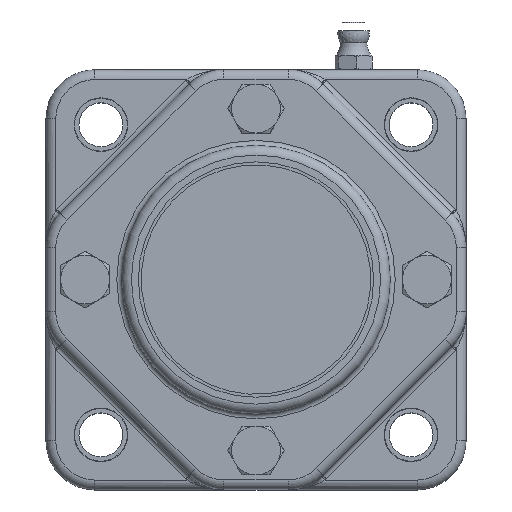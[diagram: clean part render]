
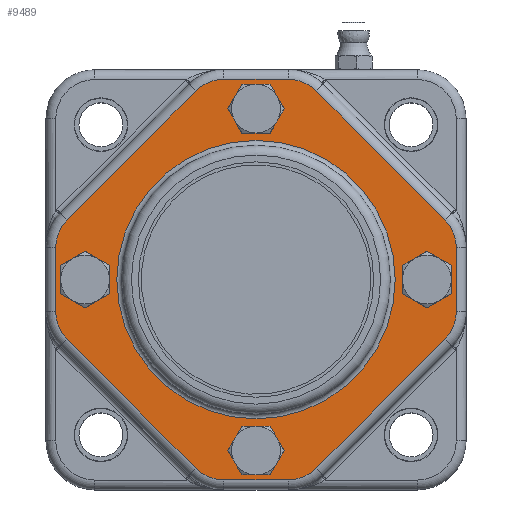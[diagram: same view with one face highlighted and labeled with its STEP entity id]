
A CAD part, top view. The second image highlights one B-rep face of the part: STEP entity #9489.
In plain terms, the highlighted planar face has unit normal (0, 0, 1).
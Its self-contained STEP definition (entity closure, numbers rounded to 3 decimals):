
#860=FACE_OUTER_BOUND('',#2720,.T.);
#1357=LINE('',#16407,#1839);
#1358=LINE('',#16415,#1840);
#1359=LINE('',#16423,#1841);
#1360=LINE('',#16431,#1842);
#1361=LINE('',#16439,#1843);
#1362=LINE('',#16447,#1844);
#1363=LINE('',#16455,#1845);
#1364=LINE('',#16463,#1846);
#1839=VECTOR('',#12485,10.);
#1840=VECTOR('',#12496,10.);
#1841=VECTOR('',#12507,10.);
#1842=VECTOR('',#12518,10.);
#1843=VECTOR('',#12529,10.);
#1844=VECTOR('',#12540,10.);
#1845=VECTOR('',#12551,10.);
#1846=VECTOR('',#12562,10.);
#2183=PLANE('',#10441);
#2314=FACE_BOUND('',#2721,.T.);
#2315=FACE_BOUND('',#2722,.T.);
#2316=FACE_BOUND('',#2723,.T.);
#2317=FACE_BOUND('',#2724,.T.);
#2318=FACE_BOUND('',#2725,.T.);
#2720=EDGE_LOOP('',(#7403,#7404,#7405,#7406,#7407,#7408,#7409,#7410,#7411,
#7412,#7413,#7414,#7415,#7416,#7417,#7418));
#2721=EDGE_LOOP('',(#7419));
#2722=EDGE_LOOP('',(#7420));
#2723=EDGE_LOOP('',(#7421));
#2724=EDGE_LOOP('',(#7422));
#2725=EDGE_LOOP('',(#7423));
#3135=CIRCLE('',#10012,4.35);
#3143=CIRCLE('',#10035,4.35);
#3300=CIRCLE('',#10322,28.5);
#3331=CIRCLE('',#10378,8.);
#3334=CIRCLE('',#10383,8.);
#3337=CIRCLE('',#10388,8.);
#3340=CIRCLE('',#10393,8.);
#3343=CIRCLE('',#10398,8.);
#3346=CIRCLE('',#10403,8.);
#3349=CIRCLE('',#10408,8.);
#3351=CIRCLE('',#10412,8.);
#3367=CIRCLE('',#10442,4.35);
#3368=CIRCLE('',#10443,4.35);
#3921=VERTEX_POINT('',#15001);
#3941=VERTEX_POINT('',#15093);
#4145=VERTEX_POINT('',#16282);
#4182=VERTEX_POINT('',#16403);
#4183=VERTEX_POINT('',#16405);
#4184=VERTEX_POINT('',#16409);
#4185=VERTEX_POINT('',#16413);
#4186=VERTEX_POINT('',#16417);
#4187=VERTEX_POINT('',#16421);
#4188=VERTEX_POINT('',#16425);
#4189=VERTEX_POINT('',#16429);
#4190=VERTEX_POINT('',#16433);
#4191=VERTEX_POINT('',#16437);
#4192=VERTEX_POINT('',#16441);
#4193=VERTEX_POINT('',#16445);
#4194=VERTEX_POINT('',#16449);
#4195=VERTEX_POINT('',#16453);
#4196=VERTEX_POINT('',#16457);
#4197=VERTEX_POINT('',#16461);
#4210=VERTEX_POINT('',#16520);
#4211=VERTEX_POINT('',#16522);
#4853=EDGE_CURVE('',#3921,#3921,#3135,.T.);
#4886=EDGE_CURVE('',#3941,#3941,#3143,.T.);
#5215=EDGE_CURVE('',#4145,#4145,#3300,.T.);
#5277=EDGE_CURVE('',#4183,#4182,#1357,.T.);
#5279=EDGE_CURVE('',#4184,#4183,#3331,.T.);
#5281=EDGE_CURVE('',#4185,#4184,#1358,.T.);
#5283=EDGE_CURVE('',#4186,#4185,#3334,.T.);
#5285=EDGE_CURVE('',#4187,#4186,#1359,.T.);
#5287=EDGE_CURVE('',#4188,#4187,#3337,.T.);
#5289=EDGE_CURVE('',#4189,#4188,#1360,.T.);
#5291=EDGE_CURVE('',#4190,#4189,#3340,.T.);
#5293=EDGE_CURVE('',#4191,#4190,#1361,.T.);
#5295=EDGE_CURVE('',#4192,#4191,#3343,.T.);
#5297=EDGE_CURVE('',#4193,#4192,#1362,.T.);
#5299=EDGE_CURVE('',#4194,#4193,#3346,.T.);
#5301=EDGE_CURVE('',#4195,#4194,#1363,.T.);
#5303=EDGE_CURVE('',#4196,#4195,#3349,.T.);
#5305=EDGE_CURVE('',#4197,#4196,#1364,.T.);
#5306=EDGE_CURVE('',#4182,#4197,#3351,.T.);
#5335=EDGE_CURVE('',#4210,#4210,#3367,.T.);
#5336=EDGE_CURVE('',#4211,#4211,#3368,.T.);
#7403=ORIENTED_EDGE('',*,*,#5306,.F.);
#7404=ORIENTED_EDGE('',*,*,#5277,.F.);
#7405=ORIENTED_EDGE('',*,*,#5279,.F.);
#7406=ORIENTED_EDGE('',*,*,#5281,.F.);
#7407=ORIENTED_EDGE('',*,*,#5283,.F.);
#7408=ORIENTED_EDGE('',*,*,#5285,.F.);
#7409=ORIENTED_EDGE('',*,*,#5287,.F.);
#7410=ORIENTED_EDGE('',*,*,#5289,.F.);
#7411=ORIENTED_EDGE('',*,*,#5291,.F.);
#7412=ORIENTED_EDGE('',*,*,#5293,.F.);
#7413=ORIENTED_EDGE('',*,*,#5295,.F.);
#7414=ORIENTED_EDGE('',*,*,#5297,.F.);
#7415=ORIENTED_EDGE('',*,*,#5299,.F.);
#7416=ORIENTED_EDGE('',*,*,#5301,.F.);
#7417=ORIENTED_EDGE('',*,*,#5303,.F.);
#7418=ORIENTED_EDGE('',*,*,#5305,.F.);
#7419=ORIENTED_EDGE('',*,*,#5335,.T.);
#7420=ORIENTED_EDGE('',*,*,#4853,.T.);
#7421=ORIENTED_EDGE('',*,*,#5336,.T.);
#7422=ORIENTED_EDGE('',*,*,#5215,.F.);
#7423=ORIENTED_EDGE('',*,*,#4886,.T.);
#9489=ADVANCED_FACE('',(#860,#2314,#2315,#2316,#2317,#2318),#2183,.F.);
#10012=AXIS2_PLACEMENT_3D('',#15002,#11591,#11592);
#10035=AXIS2_PLACEMENT_3D('',#15094,#11650,#11651);
#10322=AXIS2_PLACEMENT_3D('',#16283,#12345,#12346);
#10378=AXIS2_PLACEMENT_3D('',#16411,#12490,#12491);
#10383=AXIS2_PLACEMENT_3D('',#16419,#12501,#12502);
#10388=AXIS2_PLACEMENT_3D('',#16427,#12512,#12513);
#10393=AXIS2_PLACEMENT_3D('',#16435,#12523,#12524);
#10398=AXIS2_PLACEMENT_3D('',#16443,#12534,#12535);
#10403=AXIS2_PLACEMENT_3D('',#16451,#12545,#12546);
#10408=AXIS2_PLACEMENT_3D('',#16459,#12556,#12557);
#10412=AXIS2_PLACEMENT_3D('',#16465,#12565,#12566);
#10441=AXIS2_PLACEMENT_3D('',#16519,#12636,#12637);
#10442=AXIS2_PLACEMENT_3D('',#16521,#12638,#12639);
#10443=AXIS2_PLACEMENT_3D('',#16523,#12640,#12641);
#11591=DIRECTION('center_axis',(0.,0.,-1.));
#11592=DIRECTION('ref_axis',(0.,-1.,0.));
#11650=DIRECTION('center_axis',(0.,0.,
-1.));
#11651=DIRECTION('ref_axis',(0.,1.,0.));
#12345=DIRECTION('center_axis',(0.,0.,1.));
#12346=DIRECTION('ref_axis',(1.,0.,0.));
#12485=DIRECTION('',(0.707,-0.707,0.));
#12490=DIRECTION('center_axis',(0.,0.,-1.));
#12491=DIRECTION('ref_axis',(0.383,0.924,0.));
#12496=DIRECTION('',(1.,0.,0.));
#12501=DIRECTION('center_axis',(0.,0.,-1.));
#12502=DIRECTION('ref_axis',(-0.383,0.924,0.));
#12507=DIRECTION('',(0.707,0.707,0.));
#12512=DIRECTION('center_axis',(0.,0.,-1.));
#12513=DIRECTION('ref_axis',(-0.924,0.383,0.));
#12518=DIRECTION('',(0.,1.,0.));
#12523=DIRECTION('center_axis',(0.,0.,-1.));
#12524=DIRECTION('ref_axis',(-0.924,-0.383,0.));
#12529=DIRECTION('',(-0.707,0.707,0.));
#12534=DIRECTION('center_axis',(0.,0.,-1.));
#12535=DIRECTION('ref_axis',(-0.383,-0.924,0.));
#12540=DIRECTION('',(-1.,0.,0.));
#12545=DIRECTION('center_axis',(0.,0.,-1.));
#12546=DIRECTION('ref_axis',(0.383,-0.924,0.));
#12551=DIRECTION('',(-0.707,-0.707,0.));
#12556=DIRECTION('center_axis',(0.,0.,-1.));
#12557=DIRECTION('ref_axis',(0.924,-0.383,0.));
#12562=DIRECTION('',(0.,-1.,0.));
#12565=DIRECTION('center_axis',(0.,0.,-1.));
#12566=DIRECTION('ref_axis',(0.924,0.383,0.));
#12636=DIRECTION('center_axis',(0.,0.,-1.));
#12637=DIRECTION('ref_axis',(1.,0.,0.));
#12638=DIRECTION('center_axis',(0.,0.,-1.));
#12639=DIRECTION('ref_axis',(-1.,0.,0.));
#12640=DIRECTION('center_axis',(0.,0.,-1.));
#12641=DIRECTION('ref_axis',(1.,0.,0.));
#15001=CARTESIAN_POINT('',(35.,4.35,21.5));
#15002=CARTESIAN_POINT('Origin',(35.,0.,
21.5));
#15093=CARTESIAN_POINT('',(-35.,-4.35,21.5));
#15094=CARTESIAN_POINT('Origin',(-35.,0.,21.5));
#16282=CARTESIAN_POINT('',(28.5,0.,21.5));
#16283=CARTESIAN_POINT('Origin',(0.,0.,21.5));
#16403=CARTESIAN_POINT('',(38.657,12.255,21.5));
#16405=CARTESIAN_POINT('',(12.255,38.657,21.5));
#16407=CARTESIAN_POINT('',(33.521,17.391,21.5));
#16409=CARTESIAN_POINT('',(6.598,41.,21.5));
#16411=CARTESIAN_POINT('Origin',(6.598,33.,21.5));
#16413=CARTESIAN_POINT('',(-6.598,41.,21.5));
#16415=CARTESIAN_POINT('',(-21.5,41.,21.5));
#16417=CARTESIAN_POINT('',(-12.255,38.657,21.5));
#16419=CARTESIAN_POINT('Origin',(-6.598,33.,21.5));
#16421=CARTESIAN_POINT('',(-38.657,12.255,21.5));
#16423=CARTESIAN_POINT('',(-17.391,33.521,21.5));
#16425=CARTESIAN_POINT('',(-41.,6.598,21.5));
#16427=CARTESIAN_POINT('Origin',(-33.,6.598,21.5));
#16429=CARTESIAN_POINT('',(-41.,-6.598,21.5));
#16431=CARTESIAN_POINT('',(-41.,-21.5,21.5));
#16433=CARTESIAN_POINT('',(-38.657,-12.255,21.5));
#16435=CARTESIAN_POINT('Origin',(-33.,-6.598,21.5));
#16437=CARTESIAN_POINT('',(-12.255,-38.657,21.5));
#16439=CARTESIAN_POINT('',(-33.521,-17.391,21.5));
#16441=CARTESIAN_POINT('',(-6.598,-41.,21.5));
#16443=CARTESIAN_POINT('Origin',(-6.598,-33.,21.5));
#16445=CARTESIAN_POINT('',(6.598,-41.,21.5));
#16447=CARTESIAN_POINT('',(21.5,-41.,21.5));
#16449=CARTESIAN_POINT('',(12.255,-38.657,21.5));
#16451=CARTESIAN_POINT('Origin',(6.598,-33.,21.5));
#16453=CARTESIAN_POINT('',(38.657,-12.255,21.5));
#16455=CARTESIAN_POINT('',(17.391,-33.521,21.5));
#16457=CARTESIAN_POINT('',(41.,-6.598,21.5));
#16459=CARTESIAN_POINT('Origin',(33.,-6.598,21.5));
#16461=CARTESIAN_POINT('',(41.,6.598,21.5));
#16463=CARTESIAN_POINT('',(41.,21.5,21.5));
#16465=CARTESIAN_POINT('Origin',(33.,6.598,21.5));
#16519=CARTESIAN_POINT('Origin',(0.,0.,
21.5));
#16520=CARTESIAN_POINT('',(4.35,-35.,21.5));
#16521=CARTESIAN_POINT('Origin',(0.,-35.,
21.5));
#16522=CARTESIAN_POINT('',(-4.35,35.,21.5));
#16523=CARTESIAN_POINT('Origin',(0.,35.,
21.5));
